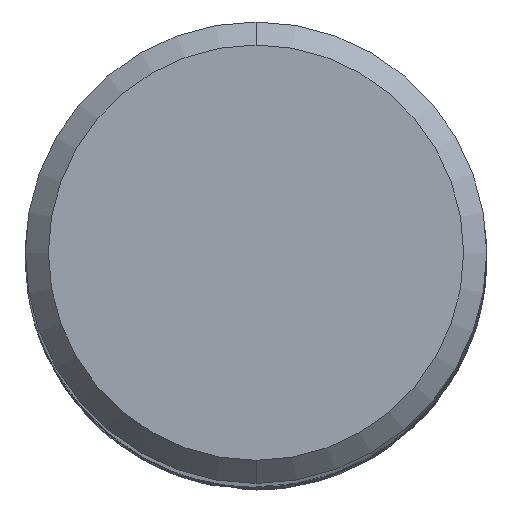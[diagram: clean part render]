
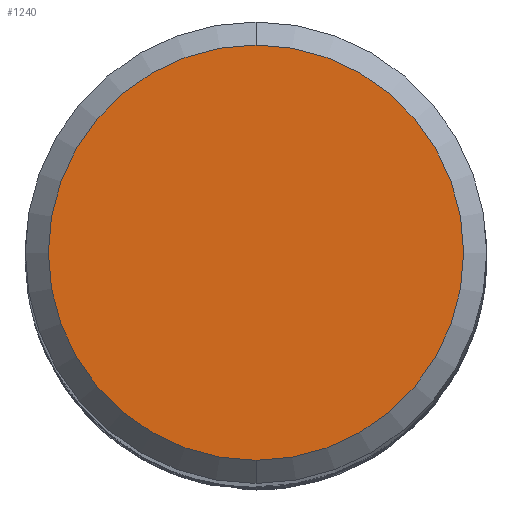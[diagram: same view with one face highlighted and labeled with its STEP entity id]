
A CAD part, top view. The second image highlights one B-rep face of the part: STEP entity #1240.
In plain terms, the highlighted planar face has unit normal (0, 0, 1).
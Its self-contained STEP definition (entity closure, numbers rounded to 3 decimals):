
#786=VERTEX_POINT('',#1905);
#814=VERTEX_POINT('',#1933);
#1240=ADVANCED_FACE('',(#2398),#2399,.T.);
#1368=EDGE_CURVE('',#814,#786,#2542,.T.);
#1514=EDGE_CURVE('',#786,#814,#2702,.T.);
#1905=CARTESIAN_POINT('',(0.,-5.4,0.0));
#1933=CARTESIAN_POINT('',(0.0,5.4,0.0));
#2398=FACE_OUTER_BOUND('',#11403,.T.);
#2399=PLANE('',#11404);
#2542=CIRCLE('',#13315,5.4);
#2702=CIRCLE('',#15611,5.4);
#11403=EDGE_LOOP('',(#17493,#17494));
#11404=AXIS2_PLACEMENT_3D('',#17495,#17496,#17497);
#13315=AXIS2_PLACEMENT_3D('',#17673,#17674,#17675);
#15611=AXIS2_PLACEMENT_3D('',#17874,#17875,#17876);
#17493=ORIENTED_EDGE('',*,*,#1368,.F.);
#17494=ORIENTED_EDGE('',*,*,#1514,.F.);
#17495=CARTESIAN_POINT('',(0.0,2.7,0.0));
#17496=DIRECTION('',(-0.0,0.0,1.0));
#17497=DIRECTION('',(0.0,-1.0,0.0));
#17673=CARTESIAN_POINT('',(0.0,0.0,0.0));
#17674=DIRECTION('',(0.0,0.0,-1.0));
#17675=DIRECTION('',(0.0,1.0,0.0));
#17874=CARTESIAN_POINT('',(0.0,0.0,0.0));
#17875=DIRECTION('',(0.0,0.0,-1.0));
#17876=DIRECTION('',(0.0,1.0,0.0));
